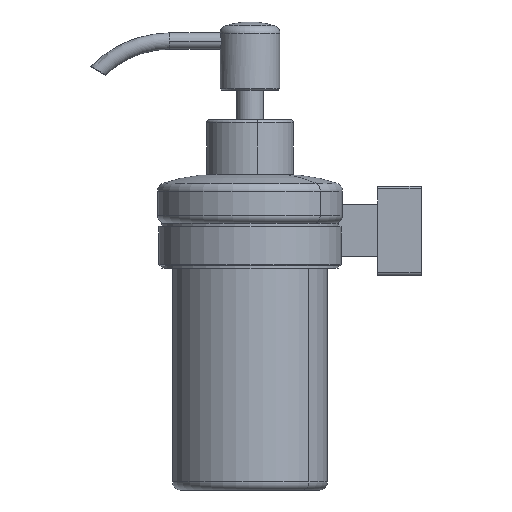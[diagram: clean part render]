
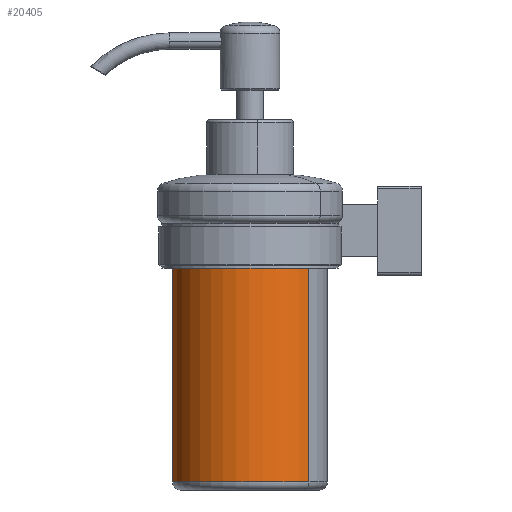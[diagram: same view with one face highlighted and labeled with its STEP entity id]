
A CAD part, left-side view. The second image highlights one B-rep face of the part: STEP entity #20405.
In plain terms, the highlighted cylindrical face has radius 28.5 mm (diameter 57 mm), a partial arc.
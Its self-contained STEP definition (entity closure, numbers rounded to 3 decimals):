
#901 = EDGE_CURVE ( 'NONE', #3708, #3709, #1462, .T. ) ;
#902 = EDGE_CURVE ( 'NONE', #3686, #3687, #1463, .T. ) ;
#1360 = AXIS2_PLACEMENT_3D ( 'NONE', #13700, #13701, #13702 ) ;
#1361 = AXIS2_PLACEMENT_3D ( 'NONE', #13703, #13704, #13705 ) ;
#1462 = CIRCLE ( 'NONE', #1360, 28.5 ) ;
#1463 = CIRCLE ( 'NONE', #1361, 28.5 ) ;
#3686 = VERTEX_POINT ( 'NONE', #15115 ) ;
#3687 = VERTEX_POINT ( 'NONE', #15116 ) ;
#3708 = VERTEX_POINT ( 'NONE', #15137 ) ;
#3709 = VERTEX_POINT ( 'NONE', #15138 ) ;
#5809 = ORIENTED_EDGE ( 'NONE', *, *, #20359, .F. ) ;
#5812 = ORIENTED_EDGE ( 'NONE', *, *, #20361, .T. ) ;
#5813 = ORIENTED_EDGE ( 'NONE', *, *, #902, .T. ) ;
#5815 = ORIENTED_EDGE ( 'NONE', *, *, #901, .F. ) ;
#13700 = CARTESIAN_POINT ( 'NONE',  ( 0., -29., 0. ) ) ;
#13701 = DIRECTION ( 'NONE',  ( 0., 1., 0. ) ) ;
#13702 = DIRECTION ( 'NONE',  ( 0., 0., 1. ) ) ;
#13703 = CARTESIAN_POINT ( 'NONE',  ( 0., -124., 0. ) ) ;
#13704 = DIRECTION ( 'NONE',  ( 0., 1., 0. ) ) ;
#13705 = DIRECTION ( 'NONE',  ( 0., 0., 1. ) ) ;
#15115 = CARTESIAN_POINT ( 'NONE',  ( 0., -124., -28.5 ) ) ;
#15116 = CARTESIAN_POINT ( 'NONE',  ( 0., -124., 28.5 ) ) ;
#15137 = CARTESIAN_POINT ( 'NONE',  ( 0., -29., -28.5 ) ) ;
#15138 = CARTESIAN_POINT ( 'NONE',  ( 0., -29., 28.5 ) ) ;
#16905 = VECTOR ( 'NONE', #17340, 1000. ) ;
#16907 = VECTOR ( 'NONE', #17346, 1000. ) ;
#17010 = CYLINDRICAL_SURFACE ( 'NONE', #17015, 28.5 ) ;
#17011 = FACE_OUTER_BOUND ( 'NONE', #20140, .T. ) ;
#17015 = AXIS2_PLACEMENT_3D ( 'NONE', #17484, #17485, #17486 ) ;
#17338 = LINE ( 'NONE', #17339, #16905 ) ;
#17339 = CARTESIAN_POINT ( 'NONE',  ( 0., 0., -28.5 ) ) ;
#17340 = DIRECTION ( 'NONE',  ( 0., 1., 0. ) ) ;
#17344 = LINE ( 'NONE', #17345, #16907 ) ;
#17345 = CARTESIAN_POINT ( 'NONE',  ( 0., 0., 28.5 ) ) ;
#17346 = DIRECTION ( 'NONE',  ( 0., 1., 0. ) ) ;
#17484 = CARTESIAN_POINT ( 'NONE',  ( 0., 0., 0. ) ) ;
#17485 = DIRECTION ( 'NONE',  ( 0., 1., 0. ) ) ;
#17486 = DIRECTION ( 'NONE',  ( 0., 0., 1. ) ) ;
#20140 = EDGE_LOOP ( 'NONE', ( #5809, #5813, #5812, #5815 ) ) ;
#20359 = EDGE_CURVE ( 'NONE', #3686, #3708, #17338, .T. ) ;
#20361 = EDGE_CURVE ( 'NONE', #3687, #3709, #17344, .T. ) ;
#20405 = ADVANCED_FACE ( 'NONE', ( #17011 ), #17010, .T. ) ;
